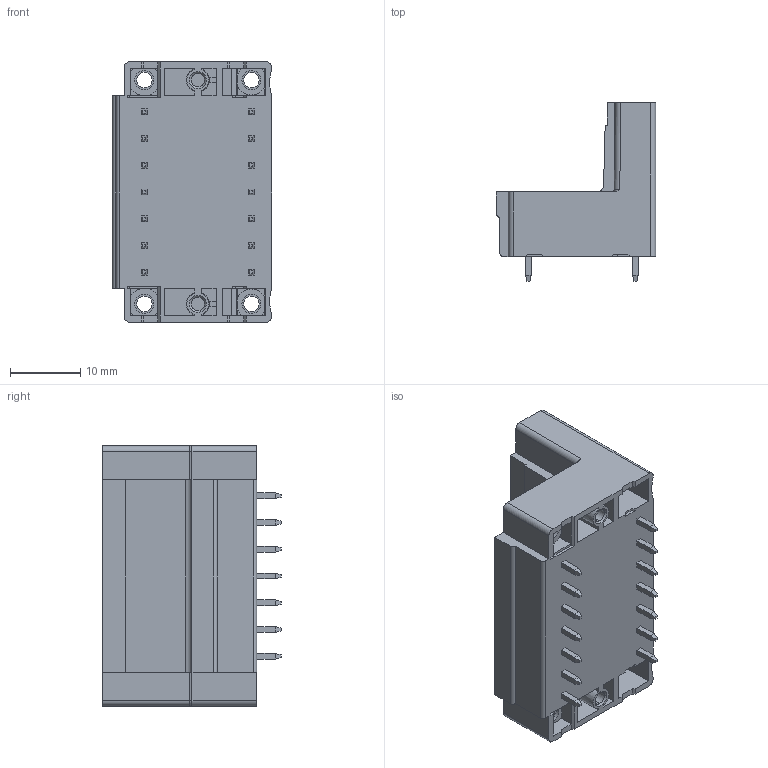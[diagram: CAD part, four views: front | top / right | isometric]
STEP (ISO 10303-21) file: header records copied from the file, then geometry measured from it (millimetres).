
FILE_DESCRIPTION((''),'2;1');
FILE_NAME('TLPHDW-105V-1','2024-09-23T10:55:12',('sheji109'),(''),'CREO PARAMETRIC BY PTC INC, 2018100','CREO PARAMETRIC BY PTC INC, 2018100','');
FILE_SCHEMA(('CONFIG_CONTROL_DESIGN'));
Length unit declared in the file: millimetre
Products named in the file (1): TLPHDW-105V-1
Bounding box: 22.7 x 25.4 x 37.06 mm (x, y, z)
Volume: 7808.5 mm3; surface area: 8843 mm2
Topology: 1 solids, 1 shells, 990 faces, 2585 edges, 1661 vertices
Faces by surface type: plane 848, cylinder 111, cone 22, sphere 7, bspline 2
Entity records: 30002 total; most frequent: CARTESIAN_POINT 5560, ORIENTED_EDGE 5156, DIRECTION 4784, EDGE_CURVE 2578, VECTOR 2206, LINE 2206, VERTEX_POINT 1661, AXIS2_PLACEMENT_3D 1289
